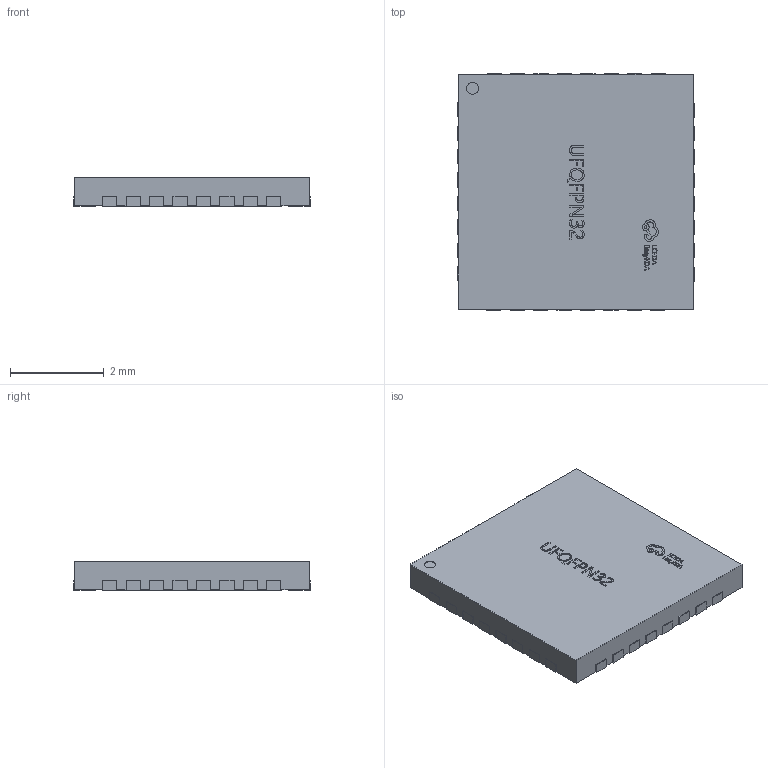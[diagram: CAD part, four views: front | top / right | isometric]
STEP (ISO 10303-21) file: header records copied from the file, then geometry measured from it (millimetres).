
FILE_DESCRIPTION (( 'STEP AP214' ), '1' );
FILE_NAME ('UFQFPN-32_L5.0-W5.0-H0.6-P0.50.step', '2022-07-09T05:31:39', ( '' ), ( '' ), 'SwSTEP 2.0', 'SolidWorks 2020', '' );
FILE_SCHEMA (( 'AUTOMOTIVE_DESIGN' ));
Length unit declared in the file: millimetre
Products named in the file (1): UFQFPN-32_L5.0-W5.0-H0.6-P0.50
Bounding box: 5.03 x 5.03 x 0.61 mm (x, y, z)
Volume: 15.2 mm3; surface area: 63.2 mm2
Topology: 1 solids, 1 shells, 610 faces, 1710 edges, 1140 vertices
Faces by surface type: plane 414, bspline 154, cylinder 42
Entity records: 27358 total; most frequent: CARTESIAN_POINT 8151, ORIENTED_EDGE 3420, DIRECTION 2396, EDGE_CURVE 1710, VECTOR 1314, LINE 1314, VERTEX_POINT 1140, EDGE_LOOP 648
